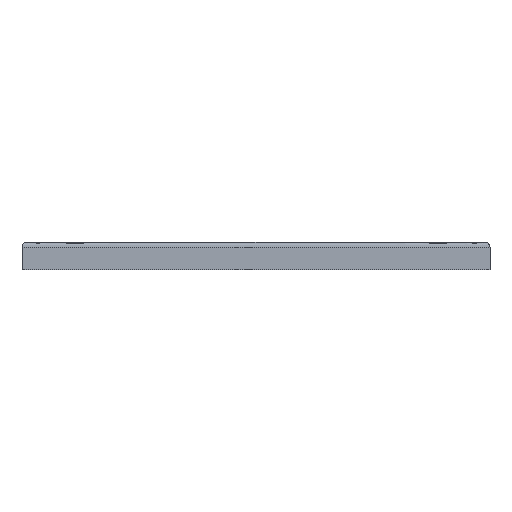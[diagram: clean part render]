
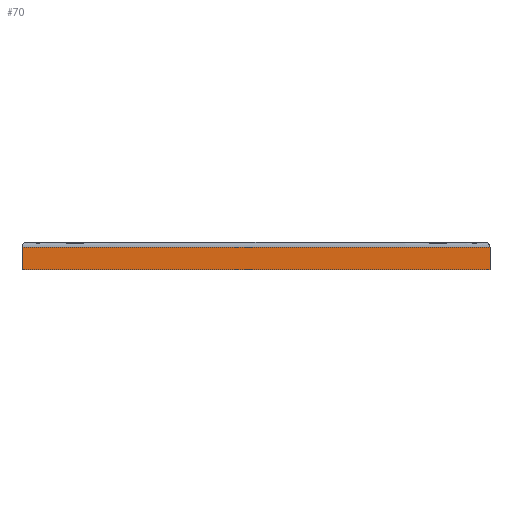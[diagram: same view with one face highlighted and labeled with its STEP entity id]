
A CAD part, front view. The second image highlights one B-rep face of the part: STEP entity #70.
In plain terms, the highlighted planar face has unit normal (0, -1, 0).
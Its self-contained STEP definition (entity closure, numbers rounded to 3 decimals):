
#70=ADVANCED_FACE('',(#143),#1280,.T.);
#143=FACE_OUTER_BOUND('',#216,.T.);
#216=EDGE_LOOP('',(#341,#342,#343,#344));
#341=ORIENTED_EDGE('',*,*,#724,.T.);
#342=ORIENTED_EDGE('',*,*,#716,.T.);
#343=ORIENTED_EDGE('',*,*,#723,.F.);
#344=ORIENTED_EDGE('',*,*,#722,.F.);
#716=EDGE_CURVE('',#1099,#1098,#1048,.T.);
#722=EDGE_CURVE('',#1104,#1103,#1054,.T.);
#723=EDGE_CURVE('',#1103,#1098,#1055,.T.);
#724=EDGE_CURVE('',#1104,#1099,#1056,.T.);
#1048=B_SPLINE_CURVE_WITH_KNOTS('',1,(#2167,#2168),.UNSPECIFIED.,.F.,.F.,
(2,2),(0.65,3.85),.UNSPECIFIED.);
#1054=B_SPLINE_CURVE_WITH_KNOTS('',1,(#2179,#2180),.UNSPECIFIED.,.F.,.F.,
(2,2),(0.65,3.85),.UNSPECIFIED.);
#1055=B_SPLINE_CURVE_WITH_KNOTS('',1,(#2181,#2182),.UNSPECIFIED.,.F.,.F.,
(2,2),(-66.7,0.),.UNSPECIFIED.);
#1056=B_SPLINE_CURVE_WITH_KNOTS('',1,(#2183,#2184),.UNSPECIFIED.,.F.,.F.,
(2,2),(0.,66.7),.UNSPECIFIED.);
#1098=VERTEX_POINT('',#2040);
#1099=VERTEX_POINT('',#2041);
#1103=VERTEX_POINT('',#2045);
#1104=VERTEX_POINT('',#2046);
#1280=PLANE('',#1315);
#1315=AXIS2_PLACEMENT_3D('',#1351,#1333,$);
#1333=DIRECTION('',(0.,-1.,0.));
#1351=CARTESIAN_POINT('',(33.35,-63.,3.85));
#2040=CARTESIAN_POINT('',(-33.35,-63.,0.));
#2041=CARTESIAN_POINT('',(-33.35,-63.,3.2));
#2045=CARTESIAN_POINT('',(33.35,-63.,0.));
#2046=CARTESIAN_POINT('',(33.35,-63.,3.2));
#2167=CARTESIAN_POINT('',(-33.35,-63.,3.2));
#2168=CARTESIAN_POINT('',(-33.35,-63.,0.));
#2179=CARTESIAN_POINT('',(33.35,-63.,3.2));
#2180=CARTESIAN_POINT('',(33.35,-63.,0.));
#2181=CARTESIAN_POINT('',(33.35,-63.,0.));
#2182=CARTESIAN_POINT('',(-33.35,-63.,0.));
#2183=CARTESIAN_POINT('',(33.35,-63.,3.2));
#2184=CARTESIAN_POINT('',(-33.35,-63.,3.2));
